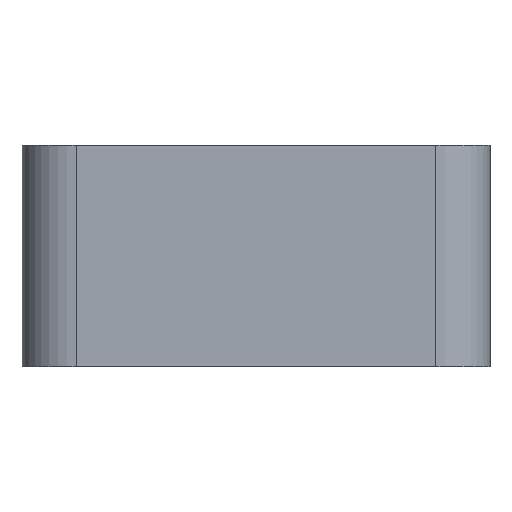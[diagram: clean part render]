
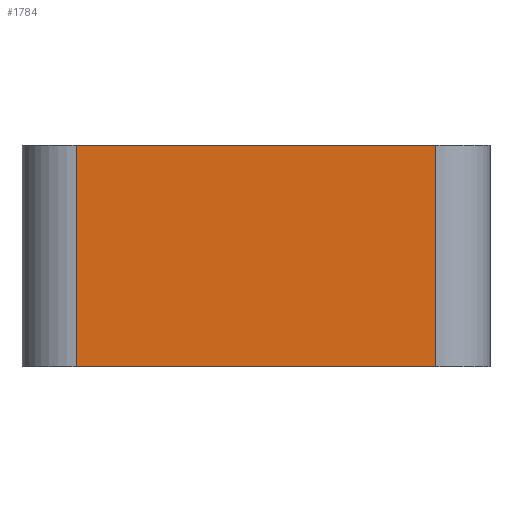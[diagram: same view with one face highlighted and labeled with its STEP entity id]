
A CAD part, left-side view. The second image highlights one B-rep face of the part: STEP entity #1784.
In plain terms, the highlighted planar face has unit normal (-1, 0, 0).
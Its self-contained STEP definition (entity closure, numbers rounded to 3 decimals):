
#27=PLANE('',#1905);
#107=FACE_OUTER_BOUND('',#208,.T.);
#208=EDGE_LOOP('',(#1400,#1401,#1402,#1403));
#460=LINE('',#5528,#580);
#461=LINE('',#5532,#581);
#462=LINE('',#5534,#582);
#463=LINE('',#5535,#583);
#580=VECTOR('',#2152,10.);
#581=VECTOR('',#2157,10.);
#582=VECTOR('',#2158,10.);
#583=VECTOR('',#2159,10.);
#758=VERTEX_POINT('',#5525);
#759=VERTEX_POINT('',#5527);
#760=VERTEX_POINT('',#5531);
#761=VERTEX_POINT('',#5533);
#989=EDGE_CURVE('',#759,#758,#460,.T.);
#991=EDGE_CURVE('',#758,#760,#461,.T.);
#992=EDGE_CURVE('',#761,#760,#462,.T.);
#993=EDGE_CURVE('',#759,#761,#463,.T.);
#1400=ORIENTED_EDGE('',*,*,#991,.T.);
#1401=ORIENTED_EDGE('',*,*,#992,.F.);
#1402=ORIENTED_EDGE('',*,*,#993,.F.);
#1403=ORIENTED_EDGE('',*,*,#989,.T.);
#1784=ADVANCED_FACE('',(#107),#27,.T.);
#1905=AXIS2_PLACEMENT_3D('',#5530,#2155,#2156);
#2152=DIRECTION('',(0.,0.,1.));
#2155=DIRECTION('center_axis',(-1.,0.,0.));
#2156=DIRECTION('ref_axis',(0.,-1.,0.));
#2157=DIRECTION('',(0.,1.,0.));
#2158=DIRECTION('',(0.,0.,1.));
#2159=DIRECTION('',(0.,1.,0.));
#5525=CARTESIAN_POINT('',(22.188,13.304,-5.31));
#5527=CARTESIAN_POINT('',(22.188,13.304,-12.275));
#5528=CARTESIAN_POINT('',(22.188,13.304,-12.275));
#5530=CARTESIAN_POINT('Origin',(22.188,24.595,-12.275));
#5531=CARTESIAN_POINT('',(22.188,24.595,-5.31));
#5532=CARTESIAN_POINT('',(22.188,21.772,-5.31));
#5533=CARTESIAN_POINT('',(22.188,24.595,-12.275));
#5534=CARTESIAN_POINT('',(22.188,24.595,-12.275));
#5535=CARTESIAN_POINT('',(22.188,13.304,-12.275));
